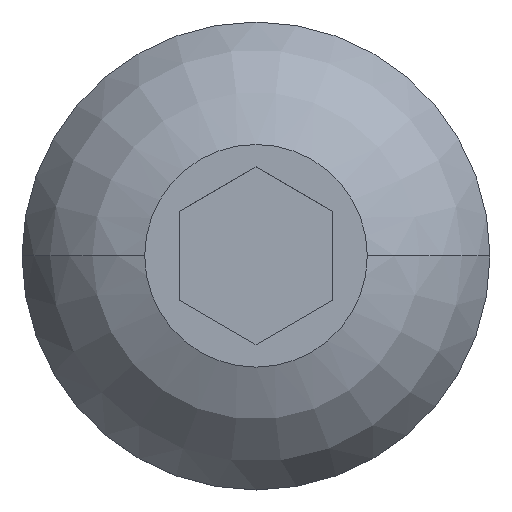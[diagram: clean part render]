
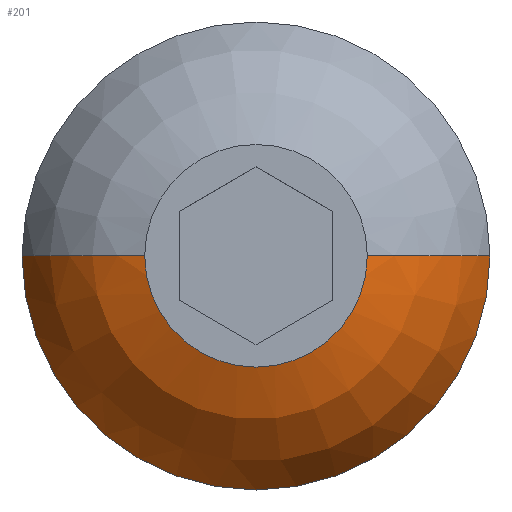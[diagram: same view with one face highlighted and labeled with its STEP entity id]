
A CAD part, top view. The second image highlights one B-rep face of the part: STEP entity #201.
In plain terms, the highlighted toroidal (fillet/blend) face has major radius 1.062 mm and minor radius 2.913 mm.
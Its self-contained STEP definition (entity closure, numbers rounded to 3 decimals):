
#11 = AXIS2_PLACEMENT_3D ( 'NONE', #158, #640, #706 ) ;
#34 = CIRCLE ( 'NONE', #529, 1.808 ) ;
#41 = CARTESIAN_POINT ( 'NONE',  ( 3.8, 0., 0.38 ) ) ;
#74 = CIRCLE ( 'NONE', #293, 2.913 ) ;
#99 = CARTESIAN_POINT ( 'NONE',  ( 0., 0., 0.38 ) ) ;
#104 = DIRECTION ( 'NONE',  ( 0., 0., -1. ) ) ;
#114 = CARTESIAN_POINT ( 'NONE',  ( 0., 0., 2.2 ) ) ;
#145 = VERTEX_POINT ( 'NONE', #41 ) ;
#156 = DIRECTION ( 'NONE',  ( -1., 0., 0. ) ) ;
#157 = DIRECTION ( 'NONE',  ( 0., -1., 0. ) ) ;
#158 = CARTESIAN_POINT ( 'NONE',  ( 0., 0., -0.616 ) ) ;
#199 = VERTEX_POINT ( 'NONE', #214 ) ;
#201 = ADVANCED_FACE ( 'NONE', ( #664 ), #614, .T. ) ;
#210 = ORIENTED_EDGE ( 'NONE', *, *, #610, .T. ) ;
#211 = ORIENTED_EDGE ( 'NONE', *, *, #223, .F. ) ;
#214 = CARTESIAN_POINT ( 'NONE',  ( -3.8, 0., 0.38 ) ) ;
#223 = EDGE_CURVE ( 'NONE', #145, #199, #434, .T. ) ;
#243 = VERTEX_POINT ( 'NONE', #542 ) ;
#293 = AXIS2_PLACEMENT_3D ( 'NONE', #670, #547, #368 ) ;
#352 = DIRECTION ( 'NONE',  ( 0., 0., 1. ) ) ;
#368 = DIRECTION ( 'NONE',  ( -1., 0., 0. ) ) ;
#386 = ORIENTED_EDGE ( 'NONE', *, *, #775, .F. ) ;
#433 = CIRCLE ( 'NONE', #757, 2.913 ) ;
#434 = CIRCLE ( 'NONE', #599, 3.8 ) ;
#450 = CARTESIAN_POINT ( 'NONE',  ( -1.808, 0., 2.2 ) ) ;
#457 = VERTEX_POINT ( 'NONE', #450 ) ;
#521 = DIRECTION ( 'NONE',  ( 0., 0., -1. ) ) ;
#529 = AXIS2_PLACEMENT_3D ( 'NONE', #114, #352, #539 ) ;
#539 = DIRECTION ( 'NONE',  ( -1., 0., 0. ) ) ;
#542 = CARTESIAN_POINT ( 'NONE',  ( 1.808, 0., 2.2 ) ) ;
#547 = DIRECTION ( 'NONE',  ( 0., 1., 0. ) ) ;
#599 = AXIS2_PLACEMENT_3D ( 'NONE', #99, #521, #156 ) ;
#610 = EDGE_CURVE ( 'NONE', #457, #199, #433, .T. ) ;
#614 = TOROIDAL_SURFACE ( 'NONE', #11, 1.062, 2.913 ) ;
#640 = DIRECTION ( 'NONE',  ( 0., 0., -1. ) ) ;
#649 = CARTESIAN_POINT ( 'NONE',  ( -1.062, 0., -0.616 ) ) ;
#664 = FACE_OUTER_BOUND ( 'NONE', #676, .T. ) ;
#670 = CARTESIAN_POINT ( 'NONE',  ( 1.062, 0., -0.616 ) ) ;
#676 = EDGE_LOOP ( 'NONE', ( #386, #771, #210, #211 ) ) ;
#706 = DIRECTION ( 'NONE',  ( -1., 0., 0. ) ) ;
#709 = EDGE_CURVE ( 'NONE', #457, #243, #34, .T. ) ;
#757 = AXIS2_PLACEMENT_3D ( 'NONE', #649, #157, #104 ) ;
#771 = ORIENTED_EDGE ( 'NONE', *, *, #709, .F. ) ;
#775 = EDGE_CURVE ( 'NONE', #243, #145, #74, .T. ) ;
